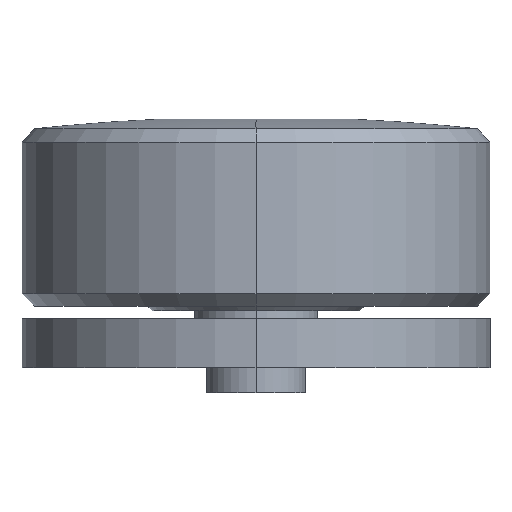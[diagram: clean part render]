
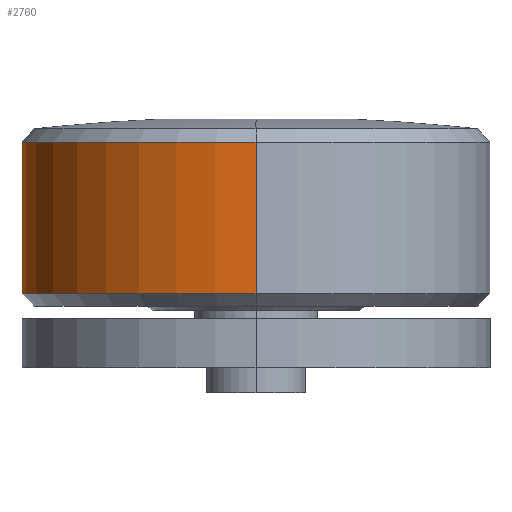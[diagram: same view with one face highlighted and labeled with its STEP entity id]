
A CAD part, front view. The second image highlights one B-rep face of the part: STEP entity #2760.
In plain terms, the highlighted cylindrical face has radius 9.5 mm (diameter 19 mm), a partial arc.
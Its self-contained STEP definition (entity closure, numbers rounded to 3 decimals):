
#2760=ADVANCED_FACE('',(#4837),#4838,.T.);
#2808=VERTEX_POINT('',#4892);
#2812=VERTEX_POINT('',#4896);
#2820=VERTEX_POINT('',#4904);
#2822=EDGE_CURVE('',#2820,#2808,#4906,.T.);
#2824=VERTEX_POINT('',#4908);
#2828=EDGE_CURVE('',#2812,#2824,#4912,.T.);
#2882=EDGE_CURVE('',#2824,#2820,#4966,.T.);
#2884=EDGE_CURVE('',#2812,#2808,#4968,.T.);
#4837=FACE_OUTER_BOUND('',#7607,.T.);
#4838=CYLINDRICAL_SURFACE('',#7608,9.5);
#4892=CARTESIAN_POINT('',(9.5,20.8,10.166));
#4896=CARTESIAN_POINT('',(9.5,39.8,10.166));
#4904=CARTESIAN_POINT('',(9.5,20.8,4.023));
#4906=LINE('',#7697,#7698);
#4908=CARTESIAN_POINT('',(9.5,39.8,4.023));
#4912=LINE('',#7706,#7707);
#4966=CIRCLE('',#7784,9.5);
#4968=CIRCLE('',#7787,9.5);
#7607=EDGE_LOOP('',(#10021,#10022,#10023,#10024));
#7608=AXIS2_PLACEMENT_3D('',#10025,#10026,#10027);
#7697=CARTESIAN_POINT('',(9.5,20.8,7.095));
#7698=VECTOR('',#10098,1.0);
#7706=CARTESIAN_POINT('',(9.5,39.8,7.095));
#7707=VECTOR('',#10102,1.0);
#7784=AXIS2_PLACEMENT_3D('',#10139,#10140,#10141);
#7787=AXIS2_PLACEMENT_3D('',#10142,#10143,#10144);
#10021=ORIENTED_EDGE('',*,*,#2822,.T.);
#10022=ORIENTED_EDGE('',*,*,#2884,.F.);
#10023=ORIENTED_EDGE('',*,*,#2828,.T.);
#10024=ORIENTED_EDGE('',*,*,#2882,.T.);
#10025=CARTESIAN_POINT('',(9.5,30.3,7.095));
#10026=DIRECTION('',(0.0,0.0,1.0));
#10027=DIRECTION('',(0.0,-1.0,0.0));
#10098=DIRECTION('',(0.0,0.0,1.0));
#10102=DIRECTION('',(0.0,0.0,-1.0));
#10139=CARTESIAN_POINT('',(9.5,30.3,4.023));
#10140=DIRECTION('',(0.0,0.0,1.0));
#10141=DIRECTION('',(0.0,-1.0,0.0));
#10142=CARTESIAN_POINT('',(9.5,30.3,10.166));
#10143=DIRECTION('',(0.0,0.0,1.0));
#10144=DIRECTION('',(0.0,-1.0,0.0));
